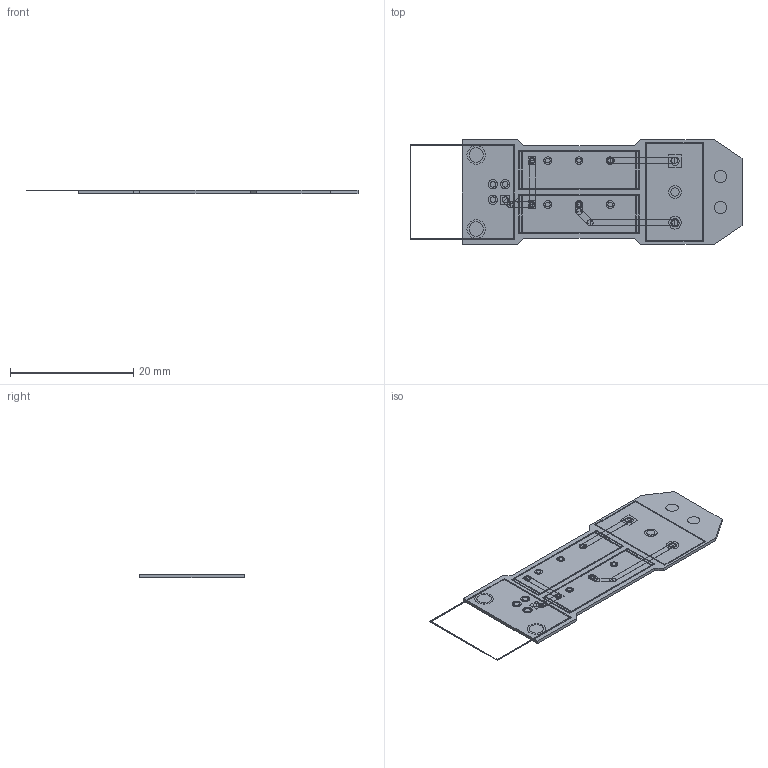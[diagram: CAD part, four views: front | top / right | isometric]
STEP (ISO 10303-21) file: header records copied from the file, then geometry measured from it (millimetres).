
FILE_DESCRIPTION( ( '' ), ' ' );
FILE_NAME( '5c852baf6a65881ac563fd95.step', '2019-03-10T15:22:24', ( '' ), ( '' ), ' ', ' ', ' ' );
FILE_SCHEMA( ( 'AUTOMOTIVE_DESIGN { 1 0 10303 214 1 1 1 1 }' ) );
Length unit declared in the file: metre
Products named in the file (83): Assem1; Open CASCADE STEP translator 6.8 47; Open CASCADE STEP translator 6.8 55; Open CASCADE STEP translator 6.8 27; Open CASCADE STEP translator 6.8 17; Open CASCADE STEP translator 6.8 9; Open CASCADE STEP translator 6.8 36; Open CASCADE STEP translator 6.8 48; Open CASCADE STEP translator 6.8 22; Open CASCADE STEP translator 6.8 10; Open CASCADE STEP translator 6.8 18; Open CASCADE STEP translator 6.8 20; Open CASCADE STEP translator 6.8 41; Open CASCADE STEP translator 6.8 4; Open CASCADE STEP translator 6.8 52; Open CASCADE STEP translator 6.8 71; Open CASCADE STEP translator 6.8 56; Open CASCADE STEP translator 6.8 46; Open CASCADE STEP translator 6.8 16; Open CASCADE STEP translator 6.8 58; Open CASCADE STEP translator 6.8 74; Open CASCADE STEP translator 6.8 30; Open CASCADE STEP translator 6.8 11; Open CASCADE STEP translator 6.8 34; Open CASCADE STEP translator 6.8 75; Open CASCADE STEP translator 6.8 81; Open CASCADE STEP translator 6.8 66; Open CASCADE STEP translator 6.8 26; Open CASCADE STEP translator 6.8 82; Open CASCADE STEP translator 6.8 15; Open CASCADE STEP translator 6.8 21; Open CASCADE STEP translator 6.8 44; Open CASCADE STEP translator 6.8 72; Open CASCADE STEP translator 6.8 50; Open CASCADE STEP translator 6.8 70; Open CASCADE STEP translator 6.8 68; Open CASCADE STEP translator 6.8 69; Open CASCADE STEP translator 6.8 13; Open CASCADE STEP translator 6.8 53; Open CASCADE STEP translator 6.8 64 ...
Assembly tree (82 placements, depth 2):
  Assem1
    Open CASCADE STEP translator 6.8 47
    Open CASCADE STEP translator 6.8 55
    Open CASCADE STEP translator 6.8 27
    Open CASCADE STEP translator 6.8 17
    Open CASCADE STEP translator 6.8 9
    Open CASCADE STEP translator 6.8 36
    Open CASCADE STEP translator 6.8 48
    Open CASCADE STEP translator 6.8 22
    Open CASCADE STEP translator 6.8 10
    Open CASCADE STEP translator 6.8 18
    Open CASCADE STEP translator 6.8 20
    Open CASCADE STEP translator 6.8 41
    Open CASCADE STEP translator 6.8 4
    Open CASCADE STEP translator 6.8 52
    Open CASCADE STEP translator 6.8 71
    Open CASCADE STEP translator 6.8 56
    Open CASCADE STEP translator 6.8 46
    Open CASCADE STEP translator 6.8 16
    Open CASCADE STEP translator 6.8 58
    Open CASCADE STEP translator 6.8 74
    Open CASCADE STEP translator 6.8 30
    Open CASCADE STEP translator 6.8 11
    Open CASCADE STEP translator 6.8 34
    Open CASCADE STEP translator 6.8 75
    Open CASCADE STEP translator 6.8 81
    Open CASCADE STEP translator 6.8 66
    Open CASCADE STEP translator 6.8 26
    Open CASCADE STEP translator 6.8 82
    Open CASCADE STEP translator 6.8 15
    Open CASCADE STEP translator 6.8 21
    Open CASCADE STEP translator 6.8 44
    Open CASCADE STEP translator 6.8 72
    Open CASCADE STEP translator 6.8 50
    Open CASCADE STEP translator 6.8 70
    Open CASCADE STEP translator 6.8 68
    Open CASCADE STEP translator 6.8 69
    Open CASCADE STEP translator 6.8 13
    Open CASCADE STEP translator 6.8 53
    Open CASCADE STEP translator 6.8 64
    Open CASCADE STEP translator 6.8 37
    Open CASCADE STEP translator 6.8 51
    Open CASCADE STEP translator 6.8 79
    Open CASCADE STEP translator 6.8 80
    Open CASCADE STEP translator 6.8 6
    Open CASCADE STEP translator 6.8 19
    Open CASCADE STEP translator 6.8 43
    Open CASCADE STEP translator 6.8 61
    Open CASCADE STEP translator 6.8 3
    Open CASCADE STEP translator 6.8 35
    Open CASCADE STEP translator 6.8 8
    Open CASCADE STEP translator 6.8 40
    Open CASCADE STEP translator 6.8 65
    Open CASCADE STEP translator 6.8 29
    Open CASCADE STEP translator 6.8 45
    Open CASCADE STEP translator 6.8 5
    Open CASCADE STEP translator 6.8 78
    Open CASCADE STEP translator 6.8 31
    Open CASCADE STEP translator 6.8 38
    Open CASCADE STEP translator 6.8 62
Bounding box: 53.98 x 17 x 0.6 mm (x, y, z)
Volume: 388.3 mm3; surface area: 1998.5 mm2
Topology: 82 solids, 82 shells, 346 faces, 546 edges, 364 vertices
Faces by surface type: plane 286, cylinder 60
Full cylindrical faces by diameter (mm): 0.5 x1, 0.75 x8, 0.92 x4, 1 x14, 1.25 x12, 1.35 x3, 1.5 x6, 2 x2, 2.05 x4, 2.33 x2, 3 x4
Entity records: 14026 total; most frequent: DIRECTION 1464, CARTESIAN_POINT 1279, ORIENTED_EDGE 972, STYLED_ITEM 832, PRESENTATION_STYLE_ASSIGNMENT 832, COLOUR_RGB 832, AXIS2_PLACEMENT_3D 549, EDGE_CURVE 486
